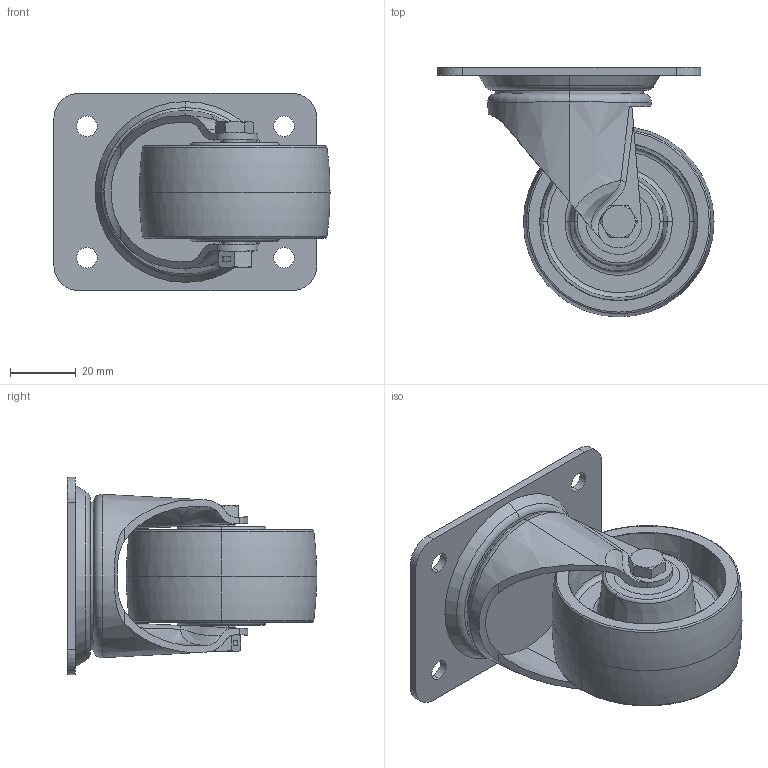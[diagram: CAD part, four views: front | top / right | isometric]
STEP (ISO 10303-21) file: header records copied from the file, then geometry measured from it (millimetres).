
FILE_DESCRIPTION (( 'STEP AP214' ), '1' );
FILE_NAME ('0012175_L-IS-PALZ-058-R-3-schwarz_(A-01).step', '2020-02-05T10:10:48', ( '' ), ( '' ), 'SwSTEP 2.0', 'SolidWorks 2018', '' );
FILE_SCHEMA (( 'AUTOMOTIVE_DESIGN' ));
Length unit declared in the file: millimetre
Products named in the file (1): 0012175_L-IS-PALZ-058-R-3-schwarz_(A-01)
Bounding box: 84 x 76 x 60 mm (x, y, z)
Volume: 69990.7 mm3; surface area: 40912.7 mm2
Topology: 6 solids, 6 shells, 211 faces, 474 edges, 289 vertices
Faces by surface type: plane 71, torus 44, cylinder 41, cone 39, bspline 16
Entity records: 9612 total; most frequent: CARTESIAN_POINT 2570, DIRECTION 987, ORIENTED_EDGE 948, EDGE_CURVE 474, AXIS2_PLACEMENT_3D 419, VERTEX_POINT 289, EDGE_LOOP 245, CIRCLE 223
